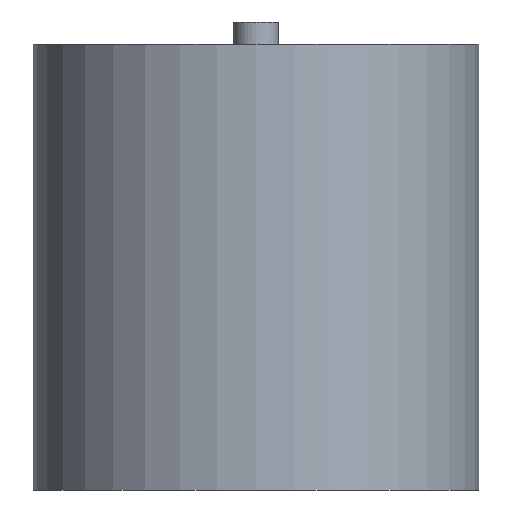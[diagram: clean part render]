
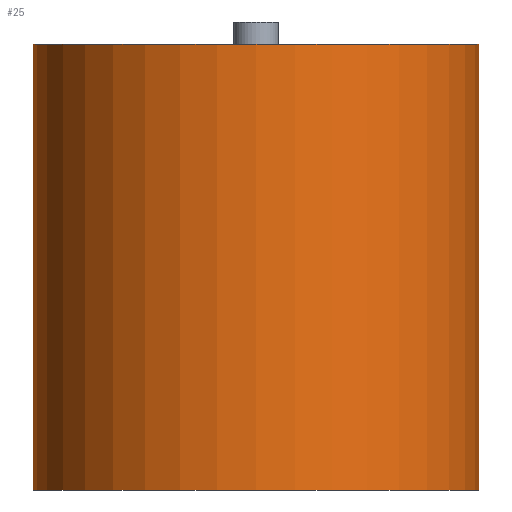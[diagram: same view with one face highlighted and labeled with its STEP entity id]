
A CAD part, front view. The second image highlights one B-rep face of the part: STEP entity #25.
In plain terms, the highlighted cylindrical face has radius 100 mm (diameter 200 mm), a partial arc.
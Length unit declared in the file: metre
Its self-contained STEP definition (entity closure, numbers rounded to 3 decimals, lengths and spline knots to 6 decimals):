
#1 = DIRECTION ( 'NONE',  ( 0., 0., -1. ) ) ;
#3 = DIRECTION ( 'NONE',  ( 1., 0., 0. ) ) ;
#7 = EDGE_LOOP ( 'NONE', ( #22, #191, #251, #110 ) ) ;
#10 = AXIS2_PLACEMENT_3D ( 'NONE', #67, #1, #208 ) ;
#20 = CARTESIAN_POINT ( 'NONE',  ( 0.1, 0., -0.2 ) ) ;
#22 = ORIENTED_EDGE ( 'NONE', *, *, #26, .F. ) ;
#25 = ADVANCED_FACE ( 'NONE', ( #47 ), #109, .T. ) ;
#26 = EDGE_CURVE ( 'NONE', #101, #58, #132, .T. ) ;
#30 = CARTESIAN_POINT ( 'NONE',  ( 0., 0., -0.2 ) ) ;
#35 = CARTESIAN_POINT ( 'NONE',  ( -0.1, 0., 0. ) ) ;
#43 = EDGE_CURVE ( 'NONE', #205, #101, #223, .T. ) ;
#47 = FACE_OUTER_BOUND ( 'NONE', #7, .T. ) ;
#49 = LINE ( 'NONE', #35, #98 ) ;
#58 = VERTEX_POINT ( 'NONE', #20 ) ;
#61 = DIRECTION ( 'NONE',  ( 0., 0., 1. ) ) ;
#67 = CARTESIAN_POINT ( 'NONE',  ( 0., 0., 0. ) ) ;
#85 = DIRECTION ( 'NONE',  ( 0., 0., -1. ) ) ;
#87 = CARTESIAN_POINT ( 'NONE',  ( -0.1, 0., -0.2 ) ) ;
#98 = VECTOR ( 'NONE', #193, 1. ) ;
#101 = VERTEX_POINT ( 'NONE', #234 ) ;
#109 = CYLINDRICAL_SURFACE ( 'NONE', #10, 0.1 ) ;
#110 = ORIENTED_EDGE ( 'NONE', *, *, #126, .T. ) ;
#112 = AXIS2_PLACEMENT_3D ( 'NONE', #230, #61, #204 ) ;
#123 = CARTESIAN_POINT ( 'NONE',  ( -0.1, 0., 0. ) ) ;
#126 = EDGE_CURVE ( 'NONE', #127, #58, #200, .T. ) ;
#127 = VERTEX_POINT ( 'NONE', #87 ) ;
#132 = LINE ( 'NONE', #169, #155 ) ;
#155 = VECTOR ( 'NONE', #85, 1. ) ;
#169 = CARTESIAN_POINT ( 'NONE',  ( 0.1, 0., 0. ) ) ;
#189 = DIRECTION ( 'NONE',  ( 0., 0., 1. ) ) ;
#191 = ORIENTED_EDGE ( 'NONE', *, *, #43, .F. ) ;
#193 = DIRECTION ( 'NONE',  ( 0., 0., -1. ) ) ;
#196 = AXIS2_PLACEMENT_3D ( 'NONE', #30, #189, #3 ) ;
#200 = CIRCLE ( 'NONE', #196, 0.1 ) ;
#201 = EDGE_CURVE ( 'NONE', #205, #127, #49, .T. ) ;
#204 = DIRECTION ( 'NONE',  ( 1., 0., 0. ) ) ;
#205 = VERTEX_POINT ( 'NONE', #123 ) ;
#208 = DIRECTION ( 'NONE',  ( -1., 0., 0. ) ) ;
#223 = CIRCLE ( 'NONE', #112, 0.1 ) ;
#230 = CARTESIAN_POINT ( 'NONE',  ( 0., 0., 0. ) ) ;
#234 = CARTESIAN_POINT ( 'NONE',  ( 0.1, 0., 0. ) ) ;
#251 = ORIENTED_EDGE ( 'NONE', *, *, #201, .T. ) ;
